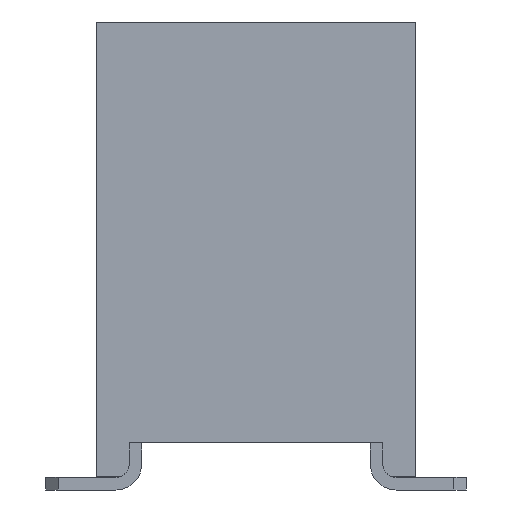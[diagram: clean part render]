
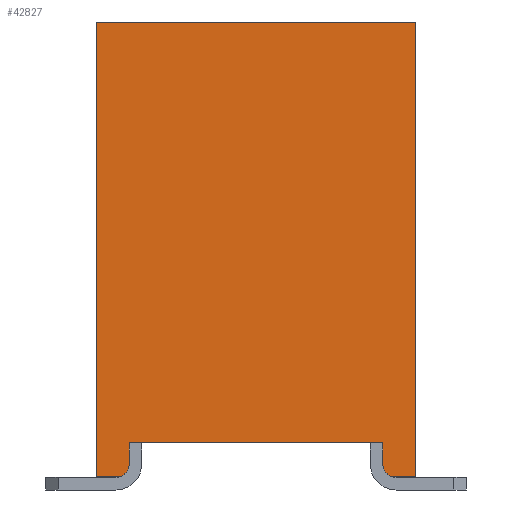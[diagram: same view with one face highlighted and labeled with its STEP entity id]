
A CAD part, left-side view. The second image highlights one B-rep face of the part: STEP entity #42827.
In plain terms, the highlighted planar face has unit normal (-1, 0, 0).
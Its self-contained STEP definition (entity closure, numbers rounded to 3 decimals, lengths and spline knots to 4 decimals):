
#504=CIRCLE('',#45525,0.2);
#506=CIRCLE('',#45528,0.2);
#4050=ORIENTED_EDGE('',*,*,#15936,.F.);
#4051=ORIENTED_EDGE('',*,*,#16706,.T.);
#4052=ORIENTED_EDGE('',*,*,#16707,.T.);
#4053=ORIENTED_EDGE('',*,*,#16708,.T.);
#4054=ORIENTED_EDGE('',*,*,#16709,.T.);
#4055=ORIENTED_EDGE('',*,*,#16703,.T.);
#4056=ORIENTED_EDGE('',*,*,#15930,.F.);
#4057=ORIENTED_EDGE('',*,*,#15941,.T.);
#4058=ORIENTED_EDGE('',*,*,#16710,.T.);
#4059=ORIENTED_EDGE('',*,*,#15938,.F.);
#15930=EDGE_CURVE('',#22500,#22501,#26720,.T.);
#15936=EDGE_CURVE('',#22506,#22507,#26726,.T.);
#15938=EDGE_CURVE('',#22507,#22508,#26728,.T.);
#15941=EDGE_CURVE('',#22500,#22510,#26731,.T.);
#16703=EDGE_CURVE('',#22990,#22501,#504,.T.);
#16706=EDGE_CURVE('',#22506,#22992,#506,.T.);
#16707=EDGE_CURVE('',#22992,#22993,#27494,.T.);
#16708=EDGE_CURVE('',#22993,#22994,#27495,.T.);
#16709=EDGE_CURVE('',#22994,#22990,#27496,.T.);
#16710=EDGE_CURVE('',#22510,#22508,#27497,.T.);
#22500=VERTEX_POINT('',#61446);
#22501=VERTEX_POINT('',#61447);
#22506=VERTEX_POINT('',#61458);
#22507=VERTEX_POINT('',#61460);
#22508=VERTEX_POINT('',#61464);
#22510=VERTEX_POINT('',#61470);
#22990=VERTEX_POINT('',#63009);
#22992=VERTEX_POINT('',#63015);
#22993=VERTEX_POINT('',#63017);
#22994=VERTEX_POINT('',#63019);
#26720=LINE('',#61445,#31366);
#26726=LINE('',#61459,#31372);
#26728=LINE('',#61463,#31374);
#26731=LINE('',#61469,#31377);
#27494=LINE('',#63016,#32140);
#27495=LINE('',#63018,#32141);
#27496=LINE('',#63020,#32142);
#27497=LINE('',#63021,#32143);
#31366=VECTOR('',#49085,1000.);
#31372=VECTOR('',#49093,1000.);
#31374=VECTOR('',#49097,1000.);
#31377=VECTOR('',#49102,1000.);
#32140=VECTOR('',#50467,1000.);
#32141=VECTOR('',#50468,1000.);
#32142=VECTOR('',#50469,1000.);
#32143=VECTOR('',#50470,1000.);
#36327=EDGE_LOOP('',(#4050,#4051,#4052,#4053,#4054,#4055,#4056,#4057,#4058,
#4059));
#38799=FACE_BOUND('',#36327,.T.);
#41256=PLANE('',#45527);
#42827=ADVANCED_FACE('',(#38799),#41256,.T.);
#45525=AXIS2_PLACEMENT_3D('',#63008,#50458,#50459);
#45527=AXIS2_PLACEMENT_3D('',#63013,#50463,#50464);
#45528=AXIS2_PLACEMENT_3D('',#63014,#50465,#50466);
#49085=DIRECTION('',(0.,1.,0.));
#49093=DIRECTION('',(0.,1.,0.));
#49097=DIRECTION('',(0.,0.,1.));
#49102=DIRECTION('',(0.,0.,1.));
#50458=DIRECTION('',(-1.,0.,0.));
#50459=DIRECTION('',(0.,0.,1.));
#50463=DIRECTION('',(-1.,0.,0.));
#50464=DIRECTION('',(0.,0.,1.));
#50465=DIRECTION('',(-1.,0.,0.));
#50466=DIRECTION('',(0.,0.,1.));
#50467=DIRECTION('',(0.,0.,1.));
#50468=DIRECTION('',(0.,-1.,0.));
#50469=DIRECTION('',(0.,0.,-1.));
#50470=DIRECTION('',(0.,1.,0.));
#61445=CARTESIAN_POINT('',(-19.3,-2.54,-3.62));
#61446=CARTESIAN_POINT('',(-19.3,-2.54,-3.62));
#61447=CARTESIAN_POINT('',(-19.3,-2.22,-3.62));
#61458=CARTESIAN_POINT('',(-19.3,2.22,-3.62));
#61459=CARTESIAN_POINT('',(-19.3,-2.54,-3.62));
#61460=CARTESIAN_POINT('',(-19.3,2.54,-3.62));
#61463=CARTESIAN_POINT('',(-19.3,2.54,-3.62));
#61464=CARTESIAN_POINT('',(-19.3,2.54,3.62));
#61469=CARTESIAN_POINT('',(-19.3,-2.54,-3.62));
#61470=CARTESIAN_POINT('',(-19.3,-2.54,3.62));
#63008=CARTESIAN_POINT('',(-19.3,-2.22,-3.42));
#63009=CARTESIAN_POINT('',(-19.3,-2.02,-3.42));
#63013=CARTESIAN_POINT('',(-19.3,-2.54,-3.62));
#63014=CARTESIAN_POINT('',(-19.3,2.22,-3.42));
#63015=CARTESIAN_POINT('',(-19.3,2.02,-3.42));
#63016=CARTESIAN_POINT('',(-19.3,2.02,-3.62));
#63017=CARTESIAN_POINT('',(-19.3,2.02,-3.08));
#63018=CARTESIAN_POINT('',(-19.3,-2.54,-3.08));
#63019=CARTESIAN_POINT('',(-19.3,-2.02,-3.08));
#63020=CARTESIAN_POINT('',(-19.3,-2.02,-3.62));
#63021=CARTESIAN_POINT('',(-19.3,-2.54,3.62));
